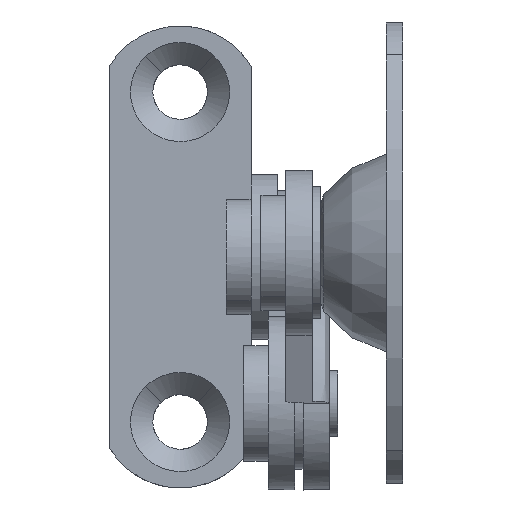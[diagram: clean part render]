
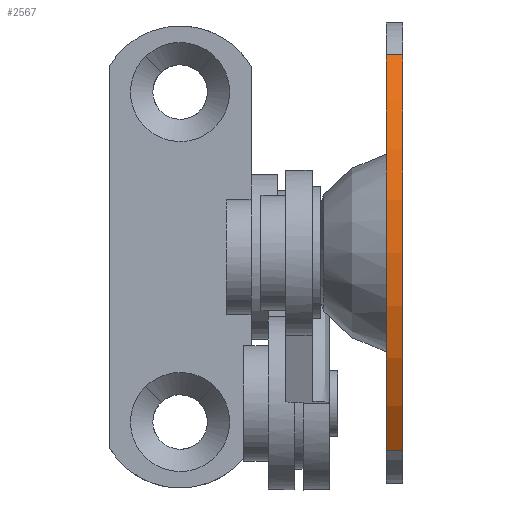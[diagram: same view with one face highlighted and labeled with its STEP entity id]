
A CAD part, top view. The second image highlights one B-rep face of the part: STEP entity #2567.
In plain terms, the highlighted free-form (B-spline) face has degree [1, 2] with [2, 3] control points.
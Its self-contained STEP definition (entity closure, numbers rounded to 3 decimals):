
#2507=CARTESIAN_POINT('',(8.625,-3.486,70.624));
#2508=CARTESIAN_POINT('',(9.676,-3.486,70.624));
#2509=CARTESIAN_POINT('',(8.625,9.377,80.903));
#2510=CARTESIAN_POINT('',(9.676,9.377,80.903));
#2511=CARTESIAN_POINT('',(8.625,21.935,70.254));
#2512=CARTESIAN_POINT('',(9.676,21.935,70.254));
#2520=(BOUNDED_SURFACE()B_SPLINE_SURFACE(1,2,((#2507,#2509,#2511),(#2508,#2510,#2512)),.UNSPECIFIED.,.F.,.F.,.U.)B_SPLINE_SURFACE_WITH_KNOTS((2,2),(3,3),(0.0,1.0),(0.0,28.694),.UNSPECIFIED.)GEOMETRIC_REPRESENTATION_ITEM()RATIONAL_B_SPLINE_SURFACE(((1.0,0.769,0.993),(1.0,0.769,0.993)))REPRESENTATION_ITEM('')SURFACE());
#2521=CARTESIAN_POINT('',(9.65,21.,71.));
#2522=VERTEX_POINT('',#2521);
#2523=CARTESIAN_POINT('',(9.65,-3.,71.));
#2524=VERTEX_POINT('',#2523);
#2525=CARTESIAN_POINT('',(9.65,21.,71.));
#2526=CARTESIAN_POINT('',(9.65,19.606,72.046));
#2527=CARTESIAN_POINT('',(9.65,17.308,73.339));
#2528=CARTESIAN_POINT('',(9.65,13.797,74.489));
#2529=CARTESIAN_POINT('',(9.65,10.418,75.073));
#2530=CARTESIAN_POINT('',(9.65,6.776,75.));
#2531=CARTESIAN_POINT('',(9.65,3.489,74.295));
#2532=CARTESIAN_POINT('',(9.65,0.274,73.114));
#2533=CARTESIAN_POINT('',(9.65,-1.767,71.925));
#2534=CARTESIAN_POINT('',(9.65,-3.,71.));
#2535=B_SPLINE_CURVE_WITH_KNOTS('',3,(#2525,#2526,#2527,#2528,#2529,#2530,#2531,#2532,#2533,#2534),.UNSPECIFIED.,.F.,.U.,(4,1,1,1,1,1,1,4),(0.,5.228,7.843,11.06,15.484,18.702,21.115,25.74),.UNSPECIFIED.);
#2536=EDGE_CURVE('',#2522,#2524,#2535,.T.);
#2537=ORIENTED_EDGE('',*,*,#2536,.F.);
#2538=CARTESIAN_POINT('',(8.65,21.,71.));
#2539=VERTEX_POINT('',#2538);
#2540=CARTESIAN_POINT('',(8.65,21.,71.));
#2541=CARTESIAN_POINT('',(9.65,21.,71.));
#2542=QUASI_UNIFORM_CURVE('',1,(#2540,#2541),.UNSPECIFIED.,.F.,.U.);
#2543=EDGE_CURVE('',#2539,#2522,#2542,.T.);
#2544=ORIENTED_EDGE('',*,*,#2543,.F.);
#2545=CARTESIAN_POINT('',(8.65,-3.,71.));
#2546=VERTEX_POINT('',#2545);
#2547=CARTESIAN_POINT('',(8.65,21.,71.));
#2548=CARTESIAN_POINT('',(8.65,19.606,72.046));
#2549=CARTESIAN_POINT('',(8.65,17.308,73.339));
#2550=CARTESIAN_POINT('',(8.65,13.797,74.489));
#2551=CARTESIAN_POINT('',(8.65,10.418,75.073));
#2552=CARTESIAN_POINT('',(8.65,7.046,75.005));
#2553=CARTESIAN_POINT('',(8.65,3.75,74.368));
#2554=CARTESIAN_POINT('',(8.65,0.507,73.25));
#2555=CARTESIAN_POINT('',(8.65,-1.767,71.925));
#2556=CARTESIAN_POINT('',(8.65,-3.,71.));
#2557=B_SPLINE_CURVE_WITH_KNOTS('',3,(#2547,#2548,#2549,#2550,#2551,#2552,#2553,#2554,#2555,#2556),.UNSPECIFIED.,.F.,.U.,(4,1,1,1,1,1,1,4),(0.,5.228,7.843,11.06,15.484,17.897,21.115,25.74),.UNSPECIFIED.);
#2558=EDGE_CURVE('',#2539,#2546,#2557,.T.);
#2559=ORIENTED_EDGE('',*,*,#2558,.T.);
#2560=CARTESIAN_POINT('',(8.65,-3.,71.));
#2561=CARTESIAN_POINT('',(9.65,-3.,71.));
#2562=QUASI_UNIFORM_CURVE('',1,(#2560,#2561),.UNSPECIFIED.,.F.,.U.);
#2563=EDGE_CURVE('',#2546,#2524,#2562,.T.);
#2564=ORIENTED_EDGE('',*,*,#2563,.T.);
#2565=EDGE_LOOP('',(#2537,#2544,#2559,#2564));
#2566=FACE_OUTER_BOUND('',#2565,.T.);
#2567=ADVANCED_FACE('',(#2566),#2520,.T.);
